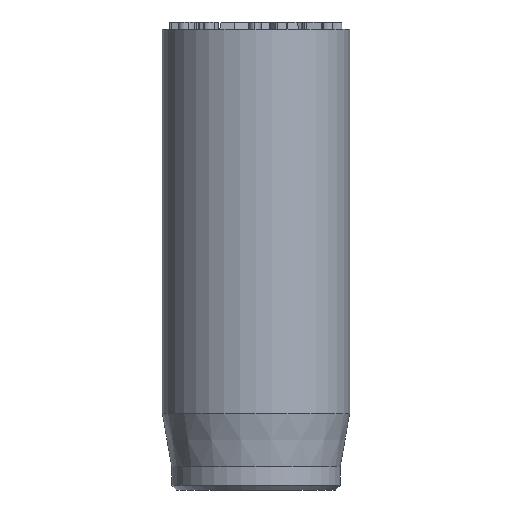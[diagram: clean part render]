
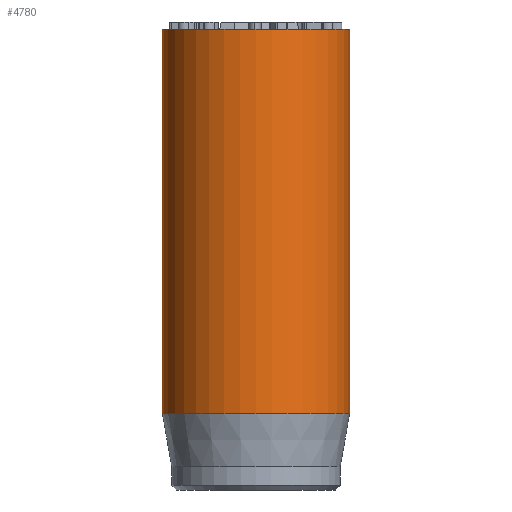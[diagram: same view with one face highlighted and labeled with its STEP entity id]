
A CAD part, front view. The second image highlights one B-rep face of the part: STEP entity #4780.
In plain terms, the highlighted cylindrical face has radius 4 mm (diameter 8 mm), a full revolution.
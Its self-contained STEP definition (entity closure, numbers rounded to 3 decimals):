
#32=CYLINDRICAL_SURFACE('',#4955,4.);
#46=CIRCLE('',#4922,4.);
#62=CIRCLE('',#4953,4.);
#63=CIRCLE('',#4954,4.);
#424=FACE_OUTER_BOUND('',#708,.T.);
#708=EDGE_LOOP('',(#4264,#4265,#4266,#4267,#4268));
#1050=LINE('',#9160,#1400);
#1400=VECTOR('',#5506,4.);
#2186=VERTEX_POINT('',#9099);
#2202=VERTEX_POINT('',#9154);
#2203=VERTEX_POINT('',#9155);
#2871=EDGE_CURVE('',#2186,#2186,#46,.T.);
#2895=EDGE_CURVE('',#2202,#2203,#62,.T.);
#2896=EDGE_CURVE('',#2203,#2202,#63,.T.);
#2898=EDGE_CURVE('',#2186,#2202,#1050,.T.);
#4264=ORIENTED_EDGE('',*,*,#2871,.T.);
#4265=ORIENTED_EDGE('',*,*,#2898,.T.);
#4266=ORIENTED_EDGE('',*,*,#2895,.T.);
#4267=ORIENTED_EDGE('',*,*,#2896,.T.);
#4268=ORIENTED_EDGE('',*,*,#2898,.F.);
#4780=ADVANCED_FACE('',(#424),#32,.T.);
#4922=AXIS2_PLACEMENT_3D('',#9100,#5429,#5430);
#4953=AXIS2_PLACEMENT_3D('',#9156,#5499,#5500);
#4954=AXIS2_PLACEMENT_3D('',#9157,#5501,#5502);
#4955=AXIS2_PLACEMENT_3D('',#9159,#5504,#5505);
#5429=DIRECTION('center_axis',(0.,0.,-1.));
#5430=DIRECTION('ref_axis',(-1.,0.,0.));
#5499=DIRECTION('center_axis',(0.,0.,1.));
#5500=DIRECTION('ref_axis',(-1.,0.,0.));
#5501=DIRECTION('center_axis',(0.,0.,1.));
#5502=DIRECTION('ref_axis',(-1.,0.,0.));
#5504=DIRECTION('center_axis',(0.,0.,1.));
#5505=DIRECTION('ref_axis',(-1.,0.,0.));
#5506=DIRECTION('',(0.,0.,-1.));
#9099=CARTESIAN_POINT('',(4.,0.,19.7));
#9100=CARTESIAN_POINT('Origin',(0.,0.,19.7));
#9154=CARTESIAN_POINT('',(4.,0.,3.269));
#9155=CARTESIAN_POINT('',(-4.,0.,3.269));
#9156=CARTESIAN_POINT('Origin',(0.,0.,3.269));
#9157=CARTESIAN_POINT('Origin',(0.,0.,3.269));
#9159=CARTESIAN_POINT('Origin',(0.,0.,0.));
#9160=CARTESIAN_POINT('',(4.,0.,0.));
